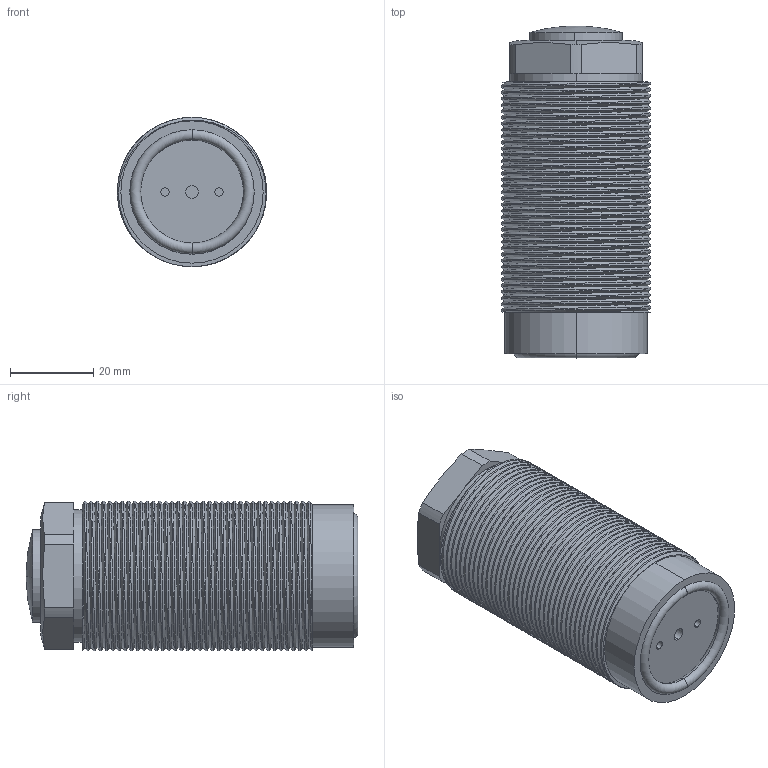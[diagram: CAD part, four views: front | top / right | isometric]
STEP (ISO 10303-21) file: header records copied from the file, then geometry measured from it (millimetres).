
FILE_DESCRIPTION (( 'STEP AP214' ), '1' );
FILE_NAME ('CTC-K036RL.STEP', '2018-10-29T00:58:30', ( '' ), ( '' ), 'SwSTEP 2.0', 'SolidWorks 2016', '' );
FILE_SCHEMA (( 'AUTOMOTIVE_DESIGN' ));
Length unit declared in the file: millimetre
Products named in the file (4): CTC-K036(O); CTC-K036RL(HSG); CTC-K036AL(BT); CTC-K036RL
Assembly tree (3 placements, depth 2):
  CTC-K036RL
    CTC-K036AL(BT)
    CTC-K036RL(HSG)
    CTC-K036(O)
Bounding box: 35.91 x 79.97 x 36 mm (x, y, z)
Volume: 62176.8 mm3; surface area: 28384.2 mm2
Topology: 3 solids, 3 shells, 137 faces, 370 edges, 243 vertices
Faces by surface type: cylinder 105, plane 22, torus 4, cone 2, bspline 2, sphere 2
Entity records: 8724 total; most frequent: CARTESIAN_POINT 5510, ORIENTED_EDGE 740, DIRECTION 576, EDGE_CURVE 370, VERTEX_POINT 243, AXIS2_PLACEMENT_3D 226, EDGE_LOOP 149, ADVANCED_FACE 137
